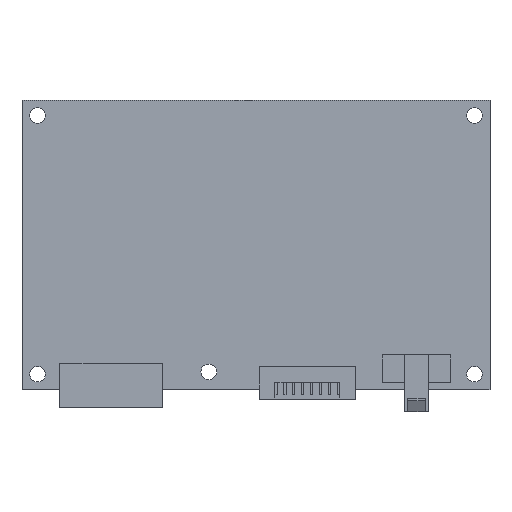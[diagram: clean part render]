
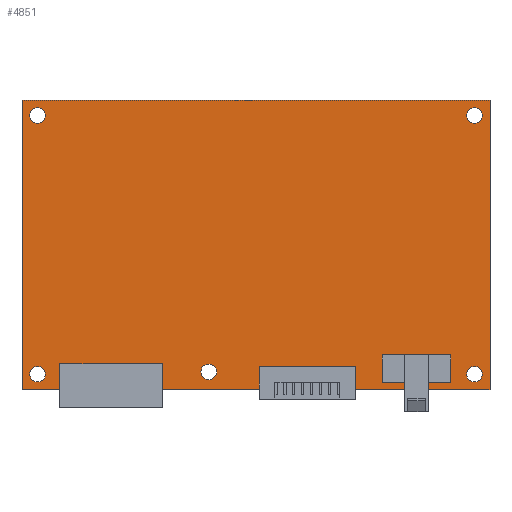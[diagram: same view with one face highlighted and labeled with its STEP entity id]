
A CAD part, top view. The second image highlights one B-rep face of the part: STEP entity #4851.
In plain terms, the highlighted planar face has unit normal (0, 0, 1).
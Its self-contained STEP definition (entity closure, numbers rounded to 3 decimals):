
#4098=CARTESIAN_POINT('POINT1126',(49.7,-3.5,1.6));
#4099=VERTEX_POINT('VERTEX1126',#4098);
#4100=CARTESIAN_POINT('POINT1127',(71.3,-3.5,1.6));
#4101=VERTEX_POINT('VERTEX1127',#4100);
#4102=CARTESIAN_POINT('POS1881',(49.,-3.5,1.6));
#4103=DIRECTION('DIR2761',(1.,0.,0.));
#4104=VECTOR('VEC1001',#4103,1.);
#4105=LINE('STRAIGHT1001',#4102,#4104);
#4131=CARTESIAN_POINT('POINT1128',(71.3,1.6,
   1.6));
#4132=VERTEX_POINT('VERTEX1128',#4131);
#4133=CARTESIAN_POINT('POS1885',(71.3,13.5,1.6));
#4134=DIRECTION('DIR2766',(0.,-1.,
   0.));
#4135=VECTOR('VEC1004',#4134,1.);
#4136=LINE('STRAIGHT1004',#4133,#4135);
#4137=EDGE_CURVE('EDGE1783',#4132,#4101,#4136,.T.);
#4155=CARTESIAN_POINT('POINT1129',(49.7,1.6,
   1.6));
#4156=VERTEX_POINT('VERTEX1129',#4155);
#4157=CARTESIAN_POINT('POS1888',(54.75,1.6,
   1.6));
#4158=DIRECTION('DIR2770',(1.,0.,
   0.));
#4159=VECTOR('VEC1006',#4158,1.);
#4160=LINE('STRAIGHT1006',#4157,#4159);
#4161=EDGE_CURVE('EDGE1785',#4156,#4132,#4160,.T.);
#4179=CARTESIAN_POINT('POS1891',(49.7,13.5,1.6));
#4180=DIRECTION('DIR2774',(0.,1.,
   0.));
#4181=VECTOR('VEC1008',#4180,1.);
#4182=LINE('STRAIGHT1008',#4179,#4181);
#4183=EDGE_CURVE('EDGE1787',#4099,#4156,#4182,.T.);
#4196=CARTESIAN_POINT('POINT1130',(5.,2.3,
   1.6));
#4197=VERTEX_POINT('VERTEX1130',#4196);
#4204=CARTESIAN_POINT('POINT1131',(5.,-0.2,
   1.6));
#4205=VERTEX_POINT('VERTEX1131',#4204);
#4206=CARTESIAN_POINT('POS1894',(5.,15.025,
   1.6));
#4207=DIRECTION('DIR2778',(0.,1.,
   0.));
#4208=VECTOR('VEC1010',#4207,1.);
#4209=LINE('STRAIGHT1010',#4206,#4208);
#4210=EDGE_CURVE('EDGE1789',#4205,#4197,#4209,.T.);
#4297=CARTESIAN_POINT('POINT1132',(28.,-0.2,
   1.6));
#4298=VERTEX_POINT('VERTEX1132',#4297);
#4299=CARTESIAN_POINT('POS1897',(32.75,-0.2,
   1.6));
#4300=DIRECTION('DIR2782',(-1.,0.,
   0.));
#4301=VECTOR('VEC1012',#4300,1.);
#4302=LINE('STRAIGHT1012',#4299,#4301);
#4303=EDGE_CURVE('EDGE1791',#4298,#4205,#4302,.T.);
#4320=CARTESIAN_POINT('POINT1133',(28.,2.3,
   1.6));
#4321=VERTEX_POINT('VERTEX1133',#4320);
#4322=CARTESIAN_POINT('POS1900',(28.,15.025,1.6));
#4323=DIRECTION('DIR2786',(0.,-1.,
   0.));
#4324=VECTOR('VEC1014',#4323,1.);
#4325=LINE('STRAIGHT1014',#4322,#4324);
#4326=EDGE_CURVE('EDGE1793',#4321,#4298,#4325,.T.);
#4348=CARTESIAN_POINT('POS1903',(32.75,2.3,1.6));
#4349=DIRECTION('DIR2790',(1.,0.,
   0.));
#4350=VECTOR('VEC1016',#4349,1.);
#4351=LINE('STRAIGHT1016',#4348,#4350);
#4352=EDGE_CURVE('EDGE1795',#4197,#4321,#4351,.T.);
#4362=CARTESIAN_POINT('POINT1134',(92.7,4.3,1.6));
#4363=VERTEX_POINT('VERTEX1134',#4362);
#4371=CARTESIAN_POINT('POINT1135',(92.7,-1.9,1.6));
#4372=VERTEX_POINT('VERTEX1135',#4371);
#4379=CARTESIAN_POINT('POS1907',(92.7,15.1,1.6));
#4380=DIRECTION('DIR2795',(0.,-1.,0.));
#4381=VECTOR('VEC1019',#4380,1.);
#4382=LINE('STRAIGHT1019',#4379,#4381);
#4383=EDGE_CURVE('EDGE1798',#4363,#4372,#4382,.T.);
#4395=CARTESIAN_POINT('POINT1136',(77.3,4.3,1.6));
#4396=VERTEX_POINT('VERTEX1136',#4395);
#4397=CARTESIAN_POINT('POS1909',(67.,4.3,1.6));
#4398=DIRECTION('DIR2798',(1.,0.,0.));
#4399=VECTOR('VEC1020',#4398,1.);
#4400=LINE('STRAIGHT1020',#4397,#4399);
#4401=EDGE_CURVE('EDGE1799',#4396,#4363,#4400,.T.);
#4422=CARTESIAN_POINT('POINT1137',(77.3,-1.9,1.6));
#4423=VERTEX_POINT('VERTEX1137',#4422);
#4424=CARTESIAN_POINT('POS1912',(77.3,15.1,1.6));
#4425=DIRECTION('DIR2802',(0.,1.,0.));
#4426=VECTOR('VEC1022',#4425,1.);
#4427=LINE('STRAIGHT1022',#4424,#4426);
#4428=EDGE_CURVE('EDGE1801',#4423,#4396,#4427,.T.);
#4450=CARTESIAN_POINT('POS1915',(67.,-1.9,1.6));
#4451=DIRECTION('DIR2806',(-1.,0.,0.));
#4452=VECTOR('VEC1024',#4451,1.);
#4453=LINE('STRAIGHT1024',#4450,#4452);
#4454=EDGE_CURVE('EDGE1803',#4372,#4423,#4453,.T.);
#4466=CARTESIAN_POINT('POINT1138',(-3.5,61.5,
   1.6));
#4467=VERTEX_POINT('VERTEX1138',#4466);
#4484=CARTESIAN_POINT('POINT1141',(-3.5,-3.5,1.6));
#4485=VERTEX_POINT('VERTEX1141',#4484);
#4492=CARTESIAN_POINT('POS1920',(-3.5,29.,
   1.6));
#4493=DIRECTION('DIR2812',(0.,1.,0.));
#4494=VECTOR('VEC1028',#4493,1.);
#4495=LINE('STRAIGHT1028',#4492,#4494);
#4496=EDGE_CURVE('EDGE1807',#4485,#4467,#4495,.T.);
#4514=CARTESIAN_POINT('POINT1143',(101.5,-3.5,1.6));
#4515=VERTEX_POINT('VERTEX1143',#4514);
#4522=EDGE_CURVE('EDGE1810',#4101,#4515,#4105,.T.);
#4525=EDGE_CURVE('EDGE1811',#4485,#4099,#4105,.T.);
#4538=CARTESIAN_POINT('POINT1145',(101.5,61.5,
   1.6));
#4539=VERTEX_POINT('VERTEX1145',#4538);
#4546=CARTESIAN_POINT('POS1926',(101.5,29.,
   1.6));
#4547=DIRECTION('DIR2820',(0.,-1.,0.));
#4548=VECTOR('VEC1032',#4547,1.);
#4549=LINE('STRAIGHT1032',#4546,#4548);
#4550=EDGE_CURVE('EDGE1813',#4539,#4515,#4549,.T.);
#4567=CARTESIAN_POINT('POS1929',(49.,61.5,
   1.6));
#4568=DIRECTION('DIR2824',(1.,0.,0.));
#4569=VECTOR('VEC1034',#4568,1.);
#4570=LINE('STRAIGHT1034',#4567,#4569);
#4571=EDGE_CURVE('EDGE1815',#4467,#4539,#4570,.T.);
#4591=CARTESIAN_POINT('POINT1147',(0.,
   1.75,1.6));
#4592=VERTEX_POINT('VERTEX1147',#4591);
#4608=CARTESIAN_POINT('POINT1149',(0.,
   -1.75,1.6));
#4609=VERTEX_POINT('VERTEX1149',#4608);
#4616=CARTESIAN_POINT('POS1935',(0.,
   0.,1.6));
#4617=DIRECTION('DIR2832',(0.,0.
   ,-1.));
#4618=DIRECTION('DIR2833',(0.,1.,
   0.));
#4619=AXIS2_PLACEMENT_3D('AXIS898',#4616,#4617,#4618);
#4620=CIRCLE('ELLIPSE335',#4619,1.75);
#4621=EDGE_CURVE('EDGE1820',#4592,#4609,#4620,.T.);
#4632=EDGE_CURVE('EDGE1821',#4609,#4592,#4620,.T.);
#4642=CARTESIAN_POINT('POINT1151',(98.,59.75,
   1.6));
#4643=VERTEX_POINT('VERTEX1151',#4642);
#4659=CARTESIAN_POINT('POINT1153',(98.,56.25,
   1.6));
#4660=VERTEX_POINT('VERTEX1153',#4659);
#4667=CARTESIAN_POINT('POS1940',(98.,58.,1.6
   ));
#4668=DIRECTION('DIR2840',(0.,0.,-1.));
#4669=DIRECTION('DIR2841',(0.,1.,0.));
#4670=AXIS2_PLACEMENT_3D('AXIS901',#4667,#4668,#4669);
#4671=CIRCLE('ELLIPSE337',#4670,1.75);
#4672=EDGE_CURVE('EDGE1826',#4643,#4660,#4671,.T.);
#4683=EDGE_CURVE('EDGE1827',#4660,#4643,#4671,.T.);
#4693=CARTESIAN_POINT('POINT1155',(0.,59.75,
   1.6));
#4694=VERTEX_POINT('VERTEX1155',#4693);
#4710=CARTESIAN_POINT('POINT1157',(0.,56.25,
   1.6));
#4711=VERTEX_POINT('VERTEX1157',#4710);
#4718=CARTESIAN_POINT('POS1945',(0.,58.,
   1.6));
#4719=DIRECTION('DIR2848',(0.,0.
   ,-1.));
#4720=DIRECTION('DIR2849',(0.,1.,
   0.));
#4721=AXIS2_PLACEMENT_3D('AXIS904',#4718,#4719,#4720);
#4722=CIRCLE('ELLIPSE339',#4721,1.75);
#4723=EDGE_CURVE('EDGE1832',#4694,#4711,#4722,.T.);
#4734=EDGE_CURVE('EDGE1833',#4711,#4694,#4722,.T.);
#4744=CARTESIAN_POINT('POINT1159',(38.4,2.25,
   1.6));
#4745=VERTEX_POINT('VERTEX1159',#4744);
#4761=CARTESIAN_POINT('POINT1161',(38.4,-1.25,
   1.6));
#4762=VERTEX_POINT('VERTEX1161',#4761);
#4769=CARTESIAN_POINT('POS1950',(38.4,0.5,
   1.6));
#4770=DIRECTION('DIR2856',(0.,0.,-1.));
#4771=DIRECTION('DIR2857',(0.,1.,0.));
#4772=AXIS2_PLACEMENT_3D('AXIS907',#4769,#4770,#4771);
#4773=CIRCLE('ELLIPSE341',#4772,1.75);
#4774=EDGE_CURVE('EDGE1838',#4745,#4762,#4773,.T.);
#4785=EDGE_CURVE('EDGE1839',#4762,#4745,#4773,.T.);
#4793=ORIENTED_EDGE('COEDGE3645',*,*,#4454,.T.);
#4794=ORIENTED_EDGE('COEDGE3646',*,*,#4428,.T.);
#4795=ORIENTED_EDGE('COEDGE3647',*,*,#4401,.T.);
#4796=ORIENTED_EDGE('COEDGE3648',*,*,#4383,.T.);
#4797=EDGE_LOOP('NONE',(#4793,#4794,#4795,#4796));
#4798=FACE_BOUND('LOOP1',#4797,.T.);
#4799=ORIENTED_EDGE('COEDGE3649',*,*,#4352,.T.);
#4800=ORIENTED_EDGE('COEDGE3650',*,*,#4326,.T.);
#4801=ORIENTED_EDGE('COEDGE3651',*,*,#4303,.T.);
#4802=ORIENTED_EDGE('COEDGE3652',*,*,#4210,.T.);
#4803=EDGE_LOOP('NONE',(#4799,#4800,#4801,#4802));
#4804=FACE_BOUND('LOOP1',#4803,.T.);
#4805=ORIENTED_EDGE('COEDGE3653',*,*,#4183,.T.);
#4806=ORIENTED_EDGE('COEDGE3654',*,*,#4161,.T.);
#4807=ORIENTED_EDGE('COEDGE3655',*,*,#4137,.T.);
#4808=ORIENTED_EDGE('COEDGE3656',*,*,#4522,.T.);
#4809=ORIENTED_EDGE('COEDGE3657',*,*,#4550,.F.);
#4810=ORIENTED_EDGE('COEDGE3658',*,*,#4571,.F.);
#4811=ORIENTED_EDGE('COEDGE3659',*,*,#4496,.F.);
#4812=ORIENTED_EDGE('COEDGE3660',*,*,#4525,.T.);
#4813=EDGE_LOOP('NONE',(#4805,#4806,#4807,#4808,#4809,#4810,#4811,#4812)
   );
#4814=FACE_BOUND('LOOP1',#4813,.T.);
#4815=CARTESIAN_POINT('POINT1162',(98.,1.75,1.6));
#4816=VERTEX_POINT('VERTEX1162',#4815);
#4817=CARTESIAN_POINT('POINT1163',(98.,-1.75,1.6));
#4818=VERTEX_POINT('VERTEX1163',#4817);
#4819=CARTESIAN_POINT('POS1952',(98.,0.,
   1.6));
#4820=DIRECTION('DIR2860',(0.,0.,-1.));
#4821=DIRECTION('DIR2861',(0.,1.,0.));
#4822=AXIS2_PLACEMENT_3D('AXIS909',#4819,#4820,#4821);
#4823=CIRCLE('ELLIPSE342',#4822,1.75);
#4824=EDGE_CURVE('EDGE1841',#4816,#4818,#4823,.T.);
#4825=ORIENTED_EDGE('COEDGE3661',*,*,#4824,.T.);
#4826=EDGE_CURVE('EDGE1842',#4818,#4816,#4823,.T.);
#4827=ORIENTED_EDGE('COEDGE3662',*,*,#4826,.T.);
#4828=EDGE_LOOP('NONE',(#4825,#4827));
#4829=FACE_BOUND('LOOP1',#4828,.T.);
#4830=ORIENTED_EDGE('COEDGE3663',*,*,#4621,.T.);
#4831=ORIENTED_EDGE('COEDGE3664',*,*,#4632,.T.);
#4832=EDGE_LOOP('NONE',(#4830,#4831));
#4833=FACE_BOUND('LOOP1',#4832,.T.);
#4834=ORIENTED_EDGE('COEDGE3665',*,*,#4672,.T.);
#4835=ORIENTED_EDGE('COEDGE3666',*,*,#4683,.T.);
#4836=EDGE_LOOP('NONE',(#4834,#4835));
#4837=FACE_BOUND('LOOP1',#4836,.T.);
#4838=ORIENTED_EDGE('COEDGE3667',*,*,#4723,.T.);
#4839=ORIENTED_EDGE('COEDGE3668',*,*,#4734,.T.);
#4840=EDGE_LOOP('NONE',(#4838,#4839));
#4841=FACE_BOUND('LOOP1',#4840,.T.);
#4842=ORIENTED_EDGE('COEDGE3669',*,*,#4774,.T.);
#4843=ORIENTED_EDGE('COEDGE3670',*,*,#4785,.T.);
#4844=EDGE_LOOP('NONE',(#4842,#4843));
#4845=FACE_BOUND('LOOP1',#4844,.T.);
#4846=CARTESIAN_POINT('POS1953',(49.,29.,1.6
   ));
#4847=DIRECTION('DIR2862',(0.,0.,-1.));
#4848=DIRECTION('DIR2863',(1.,0.,0.));
#4849=AXIS2_PLACEMENT_3D('AXIS910',#4846,#4847,#4848);
#4850=PLANE('PLANE416',#4849);
#4851=ADVANCED_FACE('FACE784',(#4798,#4804,#4814,#4829,#4833,#4837,#4841
   ,#4845),#4850,.F.);
